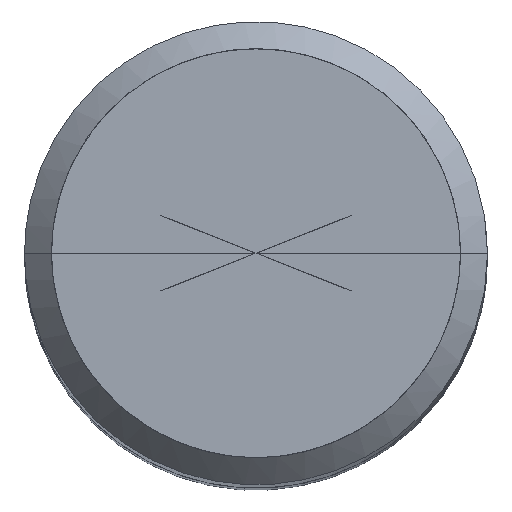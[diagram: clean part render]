
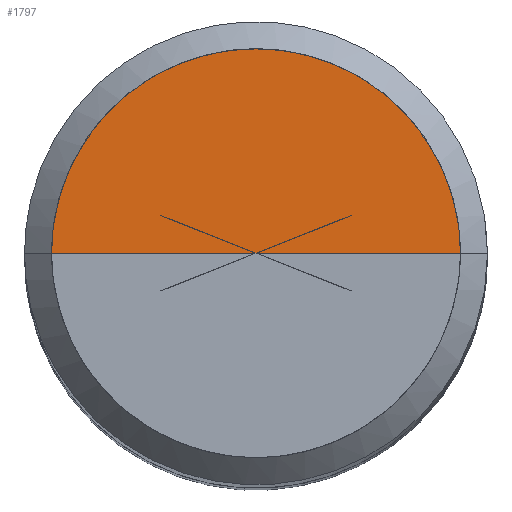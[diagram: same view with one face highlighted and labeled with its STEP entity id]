
A CAD part, top view. The second image highlights one B-rep face of the part: STEP entity #1797.
In plain terms, the highlighted free-form (B-spline) face has degree [1, 2] with [2, 5] control points.
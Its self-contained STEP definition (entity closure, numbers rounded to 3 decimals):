
#1490=CARTESIAN_POINT('',(5.3,0.0,44.8));
#1491=CARTESIAN_POINT('',(5.3,5.3,44.8));
#1492=CARTESIAN_POINT('',(0.0,5.3,44.8));
#1493=CARTESIAN_POINT('',(-5.3,5.3,44.8));
#1494=CARTESIAN_POINT('',(-5.3,0.0,44.8));
#1495=CARTESIAN_POINT('',(0.0,0.0,44.8));
#1782=(
BOUNDED_SURFACE()
B_SPLINE_SURFACE(1,2,(
(#1490,#1491,#1492,#1493,#1494),
(#1495,#1495,#1495,#1495,#1495)
), .UNSPECIFIED.,.F.,.F.,.F.)
B_SPLINE_SURFACE_WITH_KNOTS((2,2),(3,2,3),(
0.0,1.0),(
0.0,0.5,1.0), .UNSPECIFIED.)
GEOMETRIC_REPRESENTATION_ITEM()
RATIONAL_B_SPLINE_SURFACE(((1.0,0.707,1.0,0.707,1.0),
(1.0,0.707,1.0,0.707,1.0)
))
REPRESENTATION_ITEM('')
SURFACE()
);
#1783=(
BOUNDED_CURVE()
B_SPLINE_CURVE(1,(#1495,#1490),.UNSPECIFIED.,.F.,.F.)
B_SPLINE_CURVE_WITH_KNOTS((2,2),
(0.0,1.0),.UNSPECIFIED.)
CURVE()
GEOMETRIC_REPRESENTATION_ITEM()
RATIONAL_B_SPLINE_CURVE((1.0,1.0))
REPRESENTATION_ITEM('')
);
#1784=(
BOUNDED_CURVE()
B_SPLINE_CURVE(2,(#1490,#1491,#1492,#1493,#1494),.UNSPECIFIED.,.F.,.F.)
B_SPLINE_CURVE_WITH_KNOTS((3,2,3),
(0.0,0.5,1.0),.UNSPECIFIED.)
CURVE()
GEOMETRIC_REPRESENTATION_ITEM()
RATIONAL_B_SPLINE_CURVE((1.0,0.707,1.0,0.707,1.0))
REPRESENTATION_ITEM('')
);
#1785=(
BOUNDED_CURVE()
B_SPLINE_CURVE(1,(#1494,#1495),.UNSPECIFIED.,.F.,.F.)
B_SPLINE_CURVE_WITH_KNOTS((2,2),
(0.0,1.0),.UNSPECIFIED.)
CURVE()
GEOMETRIC_REPRESENTATION_ITEM()
RATIONAL_B_SPLINE_CURVE((1.0,1.0))
REPRESENTATION_ITEM('')
);
#1786=VERTEX_POINT('',#1490);
#1787=VERTEX_POINT('',#1494);
#1788=VERTEX_POINT('',#1495);
#1789=EDGE_CURVE('',#1788,#1786,#1783,.T.);
#1790=EDGE_CURVE('',#1786,#1787,#1784,.T.);
#1791=EDGE_CURVE('',#1787,#1788,#1785,.T.);
#1792=ORIENTED_EDGE('',*,*,#1789,.T.);
#1793=ORIENTED_EDGE('',*,*,#1790,.T.);
#1794=ORIENTED_EDGE('',*,*,#1791,.T.);
#1795=EDGE_LOOP('',(#1792,#1793,#1794));
#1796=FACE_OUTER_BOUND('',#1795,.T.);
#1797=ADVANCED_FACE('',(#1796),#1782,.T.);
